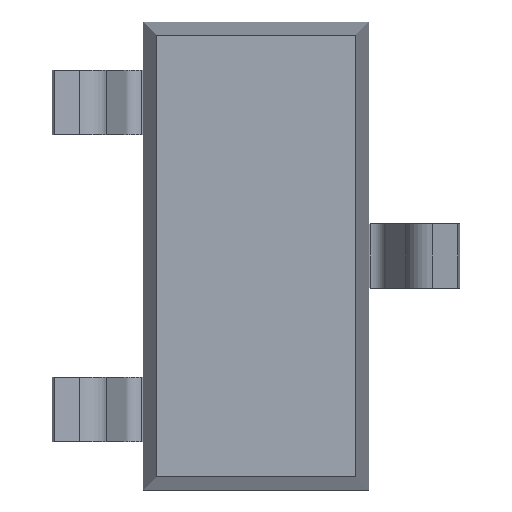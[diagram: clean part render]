
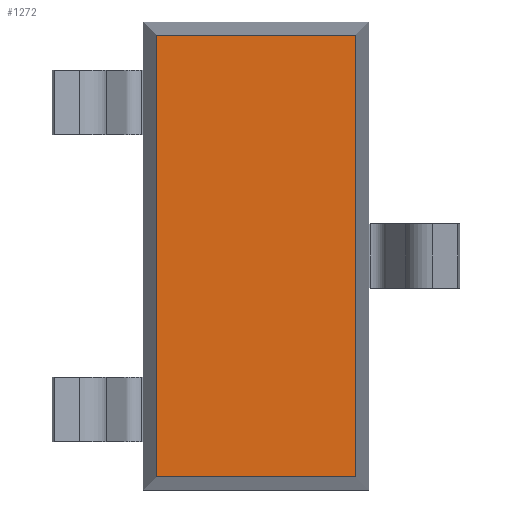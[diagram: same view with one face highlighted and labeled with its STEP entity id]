
A CAD part, front view. The second image highlights one B-rep face of the part: STEP entity #1272.
In plain terms, the highlighted planar face has unit normal (0, -1, 0).
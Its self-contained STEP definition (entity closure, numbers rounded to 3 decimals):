
#77 = LINE ( 'NONE', #1693, #636 ) ;
#78 = DIRECTION ( 'NONE',  ( 0., 0., -1. ) ) ;
#83 = DIRECTION ( 'NONE',  ( 0., 0., 1. ) ) ;
#115 = CARTESIAN_POINT ( 'NONE',  ( 0.618, 0.1, -1.368 ) ) ;
#154 = EDGE_CURVE ( 'NONE', #1275, #220, #508, .T. ) ;
#220 = VERTEX_POINT ( 'NONE', #115 ) ;
#230 = ORIENTED_EDGE ( 'NONE', *, *, #1011, .T. ) ;
#294 = VERTEX_POINT ( 'NONE', #1703 ) ;
#324 = EDGE_CURVE ( 'NONE', #785, #1275, #562, .T. ) ;
#329 = DIRECTION ( 'NONE',  ( -1., 0., 0. ) ) ;
#364 = CARTESIAN_POINT ( 'NONE',  ( 0., 0.1, 0. ) ) ;
#508 = LINE ( 'NONE', #1017, #536 ) ;
#536 = VECTOR ( 'NONE', #1129, 1000. ) ;
#562 = LINE ( 'NONE', #574, #1155 ) ;
#563 = DIRECTION ( 'NONE',  ( 0., 0., -1. ) ) ;
#574 = CARTESIAN_POINT ( 'NONE',  ( -0.618, 0.1, 1.45 ) ) ;
#636 = VECTOR ( 'NONE', #83, 1000. ) ;
#727 = VECTOR ( 'NONE', #329, 1000. ) ;
#785 = VERTEX_POINT ( 'NONE', #1689 ) ;
#834 = ORIENTED_EDGE ( 'NONE', *, *, #324, .T. ) ;
#919 = ORIENTED_EDGE ( 'NONE', *, *, #1236, .T. ) ;
#934 = CARTESIAN_POINT ( 'NONE',  ( -0.618, 0.1, -1.368 ) ) ;
#935 = EDGE_LOOP ( 'NONE', ( #1425, #230, #919, #834 ) ) ;
#1011 = EDGE_CURVE ( 'NONE', #220, #294, #77, .T. ) ;
#1017 = CARTESIAN_POINT ( 'NONE',  ( -0.7, 0.1, -1.368 ) ) ;
#1129 = DIRECTION ( 'NONE',  ( 1., 0., 0. ) ) ;
#1155 = VECTOR ( 'NONE', #563, 1000. ) ;
#1196 = CARTESIAN_POINT ( 'NONE',  ( 0.7, 0.1, 1.368 ) ) ;
#1232 = AXIS2_PLACEMENT_3D ( 'NONE', #364, #1553, #78 ) ;
#1236 = EDGE_CURVE ( 'NONE', #294, #785, #1342, .T. ) ;
#1272 = ADVANCED_FACE ( 'NONE', ( #1273 ), #1674, .T. ) ;
#1273 = FACE_OUTER_BOUND ( 'NONE', #935, .T. ) ;
#1275 = VERTEX_POINT ( 'NONE', #934 ) ;
#1342 = LINE ( 'NONE', #1196, #727 ) ;
#1425 = ORIENTED_EDGE ( 'NONE', *, *, #154, .T. ) ;
#1553 = DIRECTION ( 'NONE',  ( 0., -1., 0. ) ) ;
#1674 = PLANE ( 'NONE',  #1232 ) ;
#1689 = CARTESIAN_POINT ( 'NONE',  ( -0.618, 0.1, 1.368 ) ) ;
#1693 = CARTESIAN_POINT ( 'NONE',  ( 0.618, 0.1, -1.45 ) ) ;
#1703 = CARTESIAN_POINT ( 'NONE',  ( 0.618, 0.1, 1.368 ) ) ;
